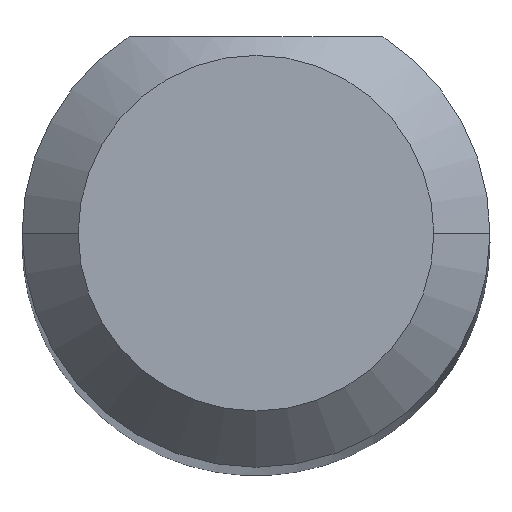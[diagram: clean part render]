
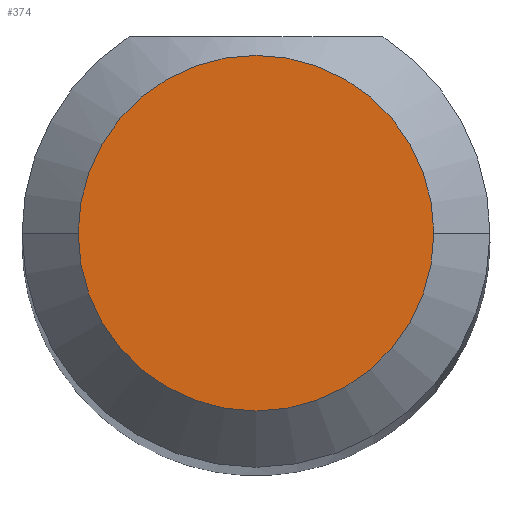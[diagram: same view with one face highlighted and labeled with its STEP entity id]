
A CAD part, top view. The second image highlights one B-rep face of the part: STEP entity #374.
In plain terms, the highlighted planar face has unit normal (0, 0, 1).
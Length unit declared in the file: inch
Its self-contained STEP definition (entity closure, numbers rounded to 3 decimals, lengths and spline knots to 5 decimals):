
#50 = DIRECTION ( 'NONE',  ( 0., 0., 1. ) ) ;
#77 = AXIS2_PLACEMENT_3D ( 'NONE', #303, #667, #371 ) ;
#116 = EDGE_CURVE ( 'NONE', #356, #553, #686, .T. ) ;
#121 = DIRECTION ( 'NONE',  ( 0., 0., 1. ) ) ;
#156 = FACE_OUTER_BOUND ( 'NONE', #262, .T. ) ;
#224 = DIRECTION ( 'NONE',  ( 1., 0., 0. ) ) ;
#253 = CARTESIAN_POINT ( 'NONE',  ( 0., 0., 1.5 ) ) ;
#262 = EDGE_LOOP ( 'NONE', ( #388, #333 ) ) ;
#281 = CARTESIAN_POINT ( 'NONE',  ( -0.0475, 0., 1.5 ) ) ;
#291 = CARTESIAN_POINT ( 'NONE',  ( 0., 0., 1.5 ) ) ;
#303 = CARTESIAN_POINT ( 'NONE',  ( 0., 0., 1.5 ) ) ;
#333 = ORIENTED_EDGE ( 'NONE', *, *, #505, .T. ) ;
#347 = AXIS2_PLACEMENT_3D ( 'NONE', #291, #50, #224 ) ;
#356 = VERTEX_POINT ( 'NONE', #281 ) ;
#360 = DIRECTION ( 'NONE',  ( 1., 0., 0. ) ) ;
#371 = DIRECTION ( 'NONE',  ( 1., 0., 0. ) ) ;
#374 = ADVANCED_FACE ( 'NONE', ( #156 ), #694, .T. ) ;
#388 = ORIENTED_EDGE ( 'NONE', *, *, #116, .T. ) ;
#407 = CIRCLE ( 'NONE', #512, 0.0475 ) ;
#505 = EDGE_CURVE ( 'NONE', #553, #356, #407, .T. ) ;
#512 = AXIS2_PLACEMENT_3D ( 'NONE', #253, #121, #360 ) ;
#543 = CARTESIAN_POINT ( 'NONE',  ( 0.0475, 0., 1.5 ) ) ;
#553 = VERTEX_POINT ( 'NONE', #543 ) ;
#667 = DIRECTION ( 'NONE',  ( 0., 0., 1. ) ) ;
#686 = CIRCLE ( 'NONE', #77, 0.0475 ) ;
#694 = PLANE ( 'NONE',  #347 ) ;
